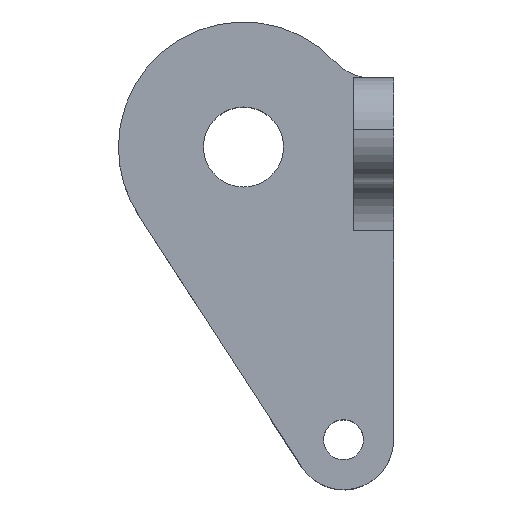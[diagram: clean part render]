
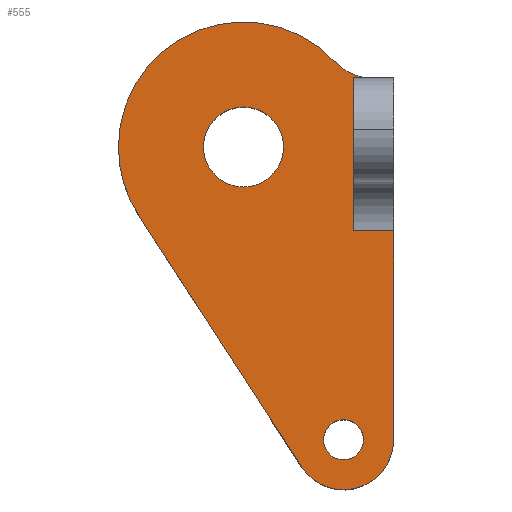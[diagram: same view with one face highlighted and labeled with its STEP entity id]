
A CAD part, top view. The second image highlights one B-rep face of the part: STEP entity #555.
In plain terms, the highlighted planar face has unit normal (0, 0, 1).
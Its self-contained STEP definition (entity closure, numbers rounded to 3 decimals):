
#4 = EDGE_CURVE ( 'NONE', #161, #1079, #184, .T. ) ;
#9 = LINE ( 'NONE', #492, #88 ) ;
#16 = LINE ( 'NONE', #1103, #1044 ) ;
#28 = DIRECTION ( 'NONE',  ( 0.543, -0.839, 0. ) ) ;
#40 = CIRCLE ( 'NONE', #1071, 4. ) ;
#42 = AXIS2_PLACEMENT_3D ( 'NONE', #1312, #523, #1449 ) ;
#51 = EDGE_CURVE ( 'NONE', #1570, #1157, #1520, .T. ) ;
#88 = VECTOR ( 'NONE', #1671, 1000. ) ;
#93 = DIRECTION ( 'NONE',  ( 1., 0., 0. ) ) ;
#98 = DIRECTION ( 'NONE',  ( 0., 0., 1. ) ) ;
#100 = LINE ( 'NONE', #520, #1118 ) ;
#132 = EDGE_CURVE ( 'NONE', #1098, #1230, #1056, .T. ) ;
#161 = VERTEX_POINT ( 'NONE', #345 ) ;
#167 = EDGE_CURVE ( 'NONE', #708, #1067, #1316, .T. ) ;
#184 = CIRCLE ( 'NONE', #1679, 2. ) ;
#203 = ORIENTED_EDGE ( 'NONE', *, *, #664, .T. ) ;
#205 = DIRECTION ( 'NONE',  ( 0., 0., 1. ) ) ;
#223 = CARTESIAN_POINT ( 'NONE',  ( -79.953, 9.773, 7.5 ) ) ;
#226 = DIRECTION ( 'NONE',  ( 0., 0., 1. ) ) ;
#254 = VERTEX_POINT ( 'NONE', #899 ) ;
#276 = FACE_OUTER_BOUND ( 'NONE', #391, .T. ) ;
#299 = DIRECTION ( 'NONE',  ( 0., 1., 0. ) ) ;
#304 = EDGE_CURVE ( 'NONE', #254, #1570, #1323, .T. ) ;
#310 = AXIS2_PLACEMENT_3D ( 'NONE', #1680, #892, #93 ) ;
#311 = VECTOR ( 'NONE', #903, 1000. ) ;
#312 = CARTESIAN_POINT ( 'NONE',  ( -69.46, 16.566, 7.5 ) ) ;
#322 = AXIS2_PLACEMENT_3D ( 'NONE', #312, #1377, #586 ) ;
#337 = DIRECTION ( 'NONE',  ( 0., 0., 1. ) ) ;
#339 = EDGE_LOOP ( 'NONE', ( #426, #761 ) ) ;
#342 = ORIENTED_EDGE ( 'NONE', *, *, #304, .T. ) ;
#345 = CARTESIAN_POINT ( 'NONE',  ( -61.46, -12.684, 7.5 ) ) ;
#389 = ORIENTED_EDGE ( 'NONE', *, *, #526, .T. ) ;
#391 = EDGE_LOOP ( 'NONE', ( #1057, #1655, #342, #950, #1148, #203, #1193, #389, #1020 ) ) ;
#414 = AXIS2_PLACEMENT_3D ( 'NONE', #1385, #593, #1517 ) ;
#426 = ORIENTED_EDGE ( 'NONE', *, *, #1137, .F. ) ;
#437 = EDGE_CURVE ( 'NONE', #1123, #864, #100, .T. ) ;
#482 = DIRECTION ( 'NONE',  ( 0., 0., 1. ) ) ;
#492 = CARTESIAN_POINT ( 'NONE',  ( -43.46, 23.466, 7.5 ) ) ;
#520 = CARTESIAN_POINT ( 'NONE',  ( -58.46, 29.066, 7.5 ) ) ;
#523 = DIRECTION ( 'NONE',  ( 0., 0., 1. ) ) ;
#526 = EDGE_CURVE ( 'NONE', #1067, #886, #16, .T. ) ;
#555 = ADVANCED_FACE ( 'NONE', ( #276, #1612, #645 ), #985, .T. ) ;
#564 = EDGE_CURVE ( 'NONE', #1157, #1166, #919, .T. ) ;
#586 = DIRECTION ( 'NONE',  ( 1., 0., 0. ) ) ;
#593 = DIRECTION ( 'NONE',  ( 0., 0., 1. ) ) ;
#645 = FACE_BOUND ( 'NONE', #866, .T. ) ;
#657 = CARTESIAN_POINT ( 'NONE',  ( -73.46, 16.566, 7.5 ) ) ;
#664 = EDGE_CURVE ( 'NONE', #1166, #708, #1659, .T. ) ;
#708 = VERTEX_POINT ( 'NONE', #1105 ) ;
#729 = CARTESIAN_POINT ( 'NONE',  ( -57.46, -12.684, 7.5 ) ) ;
#737 = CARTESIAN_POINT ( 'NONE',  ( -65.46, 16.566, 7.5 ) ) ;
#761 = ORIENTED_EDGE ( 'NONE', *, *, #132, .F. ) ;
#766 = CARTESIAN_POINT ( 'NONE',  ( -81.96, 16.566, 7.5 ) ) ;
#827 = EDGE_CURVE ( 'NONE', #254, #1123, #9, .T. ) ;
#829 = CARTESIAN_POINT ( 'NONE',  ( -79.953, 9.773, 7.5 ) ) ;
#864 = VERTEX_POINT ( 'NONE', #1285 ) ;
#866 = EDGE_LOOP ( 'NONE', ( #1456, #1432 ) ) ;
#871 = EDGE_CURVE ( 'NONE', #886, #864, #1373, .T. ) ;
#886 = VERTEX_POINT ( 'NONE', #1040 ) ;
#892 = DIRECTION ( 'NONE',  ( 0., 0., -1. ) ) ;
#899 = CARTESIAN_POINT ( 'NONE',  ( -56.628, 23.466, 7.5 ) ) ;
#901 = CARTESIAN_POINT ( 'NONE',  ( -69.46, 16.566, 7.5 ) ) ;
#903 = DIRECTION ( 'NONE',  ( -1., 0., 0. ) ) ;
#919 = CIRCLE ( 'NONE', #414, 12.5 ) ;
#950 = ORIENTED_EDGE ( 'NONE', *, *, #51, .T. ) ;
#975 = AXIS2_PLACEMENT_3D ( 'NONE', #1017, #205, #1144 ) ;
#981 = CIRCLE ( 'NONE', #42, 2. ) ;
#985 = PLANE ( 'NONE',  #322 ) ;
#990 = CARTESIAN_POINT ( 'NONE',  ( -54.46, -12.684, 7.5 ) ) ;
#1017 = CARTESIAN_POINT ( 'NONE',  ( -59.46, -12.684, 7.5 ) ) ;
#1020 = ORIENTED_EDGE ( 'NONE', *, *, #871, .T. ) ;
#1034 = DIRECTION ( 'NONE',  ( 1., 0., 0. ) ) ;
#1036 = AXIS2_PLACEMENT_3D ( 'NONE', #1138, #337, #1265 ) ;
#1040 = CARTESIAN_POINT ( 'NONE',  ( -54.46, 8.186, 7.5 ) ) ;
#1042 = CARTESIAN_POINT ( 'NONE',  ( -69.46, 16.566, 7.5 ) ) ;
#1044 = VECTOR ( 'NONE', #299, 1000. ) ;
#1056 = CIRCLE ( 'NONE', #1036, 4. ) ;
#1057 = ORIENTED_EDGE ( 'NONE', *, *, #437, .F. ) ;
#1067 = VERTEX_POINT ( 'NONE', #990 ) ;
#1071 = AXIS2_PLACEMENT_3D ( 'NONE', #901, #98, #1034 ) ;
#1079 = VERTEX_POINT ( 'NONE', #729 ) ;
#1098 = VERTEX_POINT ( 'NONE', #737 ) ;
#1103 = CARTESIAN_POINT ( 'NONE',  ( -54.46, -12.684, 7.5 ) ) ;
#1105 = CARTESIAN_POINT ( 'NONE',  ( -63.657, -15.401, 7.5 ) ) ;
#1118 = VECTOR ( 'NONE', #1309, 1000. ) ;
#1123 = VERTEX_POINT ( 'NONE', #1252 ) ;
#1135 = CARTESIAN_POINT ( 'NONE',  ( -60.294, 25.066, 7.5 ) ) ;
#1137 = EDGE_CURVE ( 'NONE', #1230, #1098, #40, .T. ) ;
#1138 = CARTESIAN_POINT ( 'NONE',  ( -69.46, 16.566, 7.5 ) ) ;
#1144 = DIRECTION ( 'NONE',  ( 1., 0., 0. ) ) ;
#1148 = ORIENTED_EDGE ( 'NONE', *, *, #564, .T. ) ;
#1157 = VERTEX_POINT ( 'NONE', #766 ) ;
#1166 = VERTEX_POINT ( 'NONE', #223 ) ;
#1168 = DIRECTION ( 'NONE',  ( 1., 0., 0. ) ) ;
#1193 = ORIENTED_EDGE ( 'NONE', *, *, #167, .T. ) ;
#1216 = EDGE_CURVE ( 'NONE', #1079, #161, #981, .T. ) ;
#1230 = VERTEX_POINT ( 'NONE', #657 ) ;
#1252 = CARTESIAN_POINT ( 'NONE',  ( -58.46, 23.466, 7.5 ) ) ;
#1265 = DIRECTION ( 'NONE',  ( 1., 0., 0. ) ) ;
#1285 = CARTESIAN_POINT ( 'NONE',  ( -58.46, 8.186, 7.5 ) ) ;
#1309 = DIRECTION ( 'NONE',  ( 0., -1., 0. ) ) ;
#1312 = CARTESIAN_POINT ( 'NONE',  ( -59.46, -12.684, 7.5 ) ) ;
#1315 = VECTOR ( 'NONE', #28, 1000. ) ;
#1316 = CIRCLE ( 'NONE', #975, 5. ) ;
#1323 = CIRCLE ( 'NONE', #310, 5. ) ;
#1373 = LINE ( 'NONE', #1553, #311 ) ;
#1377 = DIRECTION ( 'NONE',  ( 0., 0., 1. ) ) ;
#1385 = CARTESIAN_POINT ( 'NONE',  ( -69.46, 16.566, 7.5 ) ) ;
#1407 = CARTESIAN_POINT ( 'NONE',  ( -59.46, -12.684, 7.5 ) ) ;
#1432 = ORIENTED_EDGE ( 'NONE', *, *, #1216, .F. ) ;
#1449 = DIRECTION ( 'NONE',  ( 1., 0., 0. ) ) ;
#1456 = ORIENTED_EDGE ( 'NONE', *, *, #4, .F. ) ;
#1472 = AXIS2_PLACEMENT_3D ( 'NONE', #1042, #226, #1168 ) ;
#1517 = DIRECTION ( 'NONE',  ( 1., 0., 0. ) ) ;
#1520 = CIRCLE ( 'NONE', #1472, 12.5 ) ;
#1553 = CARTESIAN_POINT ( 'NONE',  ( -69.46, 8.186, 7.5 ) ) ;
#1570 = VERTEX_POINT ( 'NONE', #1135 ) ;
#1612 = FACE_BOUND ( 'NONE', #339, .T. ) ;
#1655 = ORIENTED_EDGE ( 'NONE', *, *, #827, .F. ) ;
#1659 = LINE ( 'NONE', #829, #1315 ) ;
#1671 = DIRECTION ( 'NONE',  ( -1., 0., 0. ) ) ;
#1673 = DIRECTION ( 'NONE',  ( 1., 0., 0. ) ) ;
#1679 = AXIS2_PLACEMENT_3D ( 'NONE', #1407, #482, #1673 ) ;
#1680 = CARTESIAN_POINT ( 'NONE',  ( -56.628, 28.466, 7.5 ) ) ;
